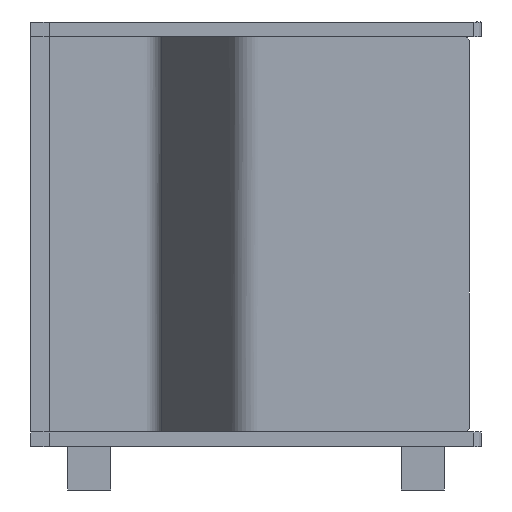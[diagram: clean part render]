
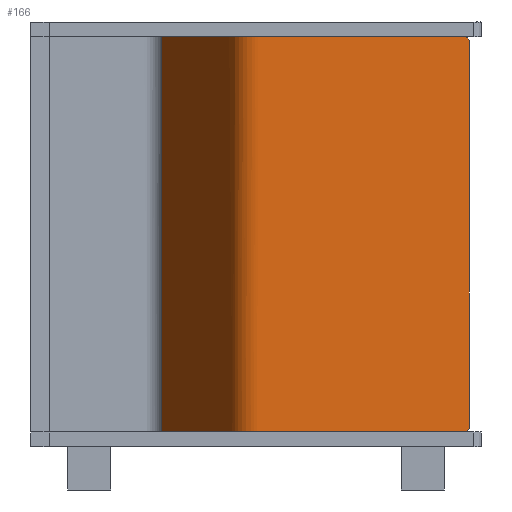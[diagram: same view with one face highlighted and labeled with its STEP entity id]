
A CAD part, left-side view. The second image highlights one B-rep face of the part: STEP entity #166.
In plain terms, the highlighted free-form (B-spline) face has degree [1, 2] with [2, 7] control points.
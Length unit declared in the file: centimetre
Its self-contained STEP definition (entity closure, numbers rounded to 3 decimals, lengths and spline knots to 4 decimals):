
#23=(
BOUNDED_SURFACE()
B_SPLINE_SURFACE(1,2,((#2425,#2426,#2427,#2428,#2429,#2430,#2431),(#2432,
#2433,#2434,#2435,#2436,#2437,#2438)),.UNSPECIFIED.,.F.,.F.,.F.)
B_SPLINE_SURFACE_WITH_KNOTS((2,2),(3,2,2,3),(0.,32.),(42.4863,59.4863,
61.0571,72.6041),.UNSPECIFIED.)
GEOMETRIC_REPRESENTATION_ITEM()
RATIONAL_B_SPLINE_SURFACE(((1.,1.,1.,0.866,1.,1.,1.),(1.,1.,
1.,0.866,1.,1.,1.)))
REPRESENTATION_ITEM($)
SURFACE()
);
#66=(
BOUNDED_CURVE()
B_SPLINE_CURVE(2,(#2326,#2327,#2328,#2329,#2330,#2331,#2332),.UNSPECIFIED.,
.F.,.F.)
B_SPLINE_CURVE_WITH_KNOTS((3,2,2,3),(-72.6041,-61.0571,
-59.4863,-42.7863),.UNSPECIFIED.)
CURVE()
GEOMETRIC_REPRESENTATION_ITEM()
RATIONAL_B_SPLINE_CURVE((1.,1.,1.,0.866,1.,1.,1.))
REPRESENTATION_ITEM($)
);
#69=(
BOUNDED_CURVE()
B_SPLINE_CURVE(2,(#2357,#2358,#2359,#2360,#2361,#2362,#2363),.UNSPECIFIED.,
.F.,.F.)
B_SPLINE_CURVE_WITH_KNOTS((3,2,2,3),(42.7863,59.4863,61.0571,
72.6041),.UNSPECIFIED.)
CURVE()
GEOMETRIC_REPRESENTATION_ITEM()
RATIONAL_B_SPLINE_CURVE((1.,1.,1.,0.866,1.,1.,1.))
REPRESENTATION_ITEM($)
);
#70=(
BOUNDED_CURVE()
B_SPLINE_CURVE(2,(#2364,#2365,#2366),.UNSPECIFIED.,.F.,.F.)
B_SPLINE_CURVE_WITH_KNOTS((3,3),(-1.,0.),.UNSPECIFIED.)
CURVE()
GEOMETRIC_REPRESENTATION_ITEM()
RATIONAL_B_SPLINE_CURVE((1.,0.707,1.))
REPRESENTATION_ITEM($)
);
#73=(
BOUNDED_CURVE()
B_SPLINE_CURVE(2,(#2373,#2374,#2375),.UNSPECIFIED.,.F.,.F.)
B_SPLINE_CURVE_WITH_KNOTS((3,3),(0.,1.),.UNSPECIFIED.)
CURVE()
GEOMETRIC_REPRESENTATION_ITEM()
RATIONAL_B_SPLINE_CURVE((1.,0.707,1.))
REPRESENTATION_ITEM($)
);
#166=ADVANCED_FACE($,(#275),#23,.T.);
#275=FACE_OUTER_BOUND($,#384,.T.);
#384=EDGE_LOOP($,(#624,#625,#626,#627,#628,#629));
#624=ORIENTED_EDGE($,*,*,#1010,.F.);
#625=ORIENTED_EDGE($,*,*,#999,.F.);
#626=ORIENTED_EDGE($,*,*,#998,.F.);
#627=ORIENTED_EDGE($,*,*,#1006,.F.);
#628=ORIENTED_EDGE($,*,*,#1007,.F.);
#629=ORIENTED_EDGE($,*,*,#1005,.T.);
#998=EDGE_CURVE($,#1203,#1204,#1437,.T.);
#999=EDGE_CURVE($,#1204,#1207,#66,.T.);
#1005=EDGE_CURVE($,#1211,#1210,#1441,.T.);
#1006=EDGE_CURVE($,#1212,#1203,#69,.T.);
#1007=EDGE_CURVE($,#1211,#1212,#70,.T.);
#1010=EDGE_CURVE($,#1207,#1210,#73,.T.);
#1203=VERTEX_POINT($,#2470);
#1204=VERTEX_POINT($,#2471);
#1207=VERTEX_POINT($,#2474);
#1210=VERTEX_POINT($,#2477);
#1211=VERTEX_POINT($,#2478);
#1212=VERTEX_POINT($,#2479);
#1437=B_SPLINE_CURVE_WITH_KNOTS($,1,(#2324,#2325),.UNSPECIFIED.,.F.,.F.,
(2,2),(0.,32.),.UNSPECIFIED.);
#1441=B_SPLINE_CURVE_WITH_KNOTS($,1,(#2355,#2356),.UNSPECIFIED.,.F.,.F.,
(2,2),(0.3,31.7),.UNSPECIFIED.);
#2324=CARTESIAN_POINT($,(21.25,25.9386,4.7));
#2325=CARTESIAN_POINT($,(21.25,25.9386,36.7));
#2326=CARTESIAN_POINT($,(21.25,25.9386,36.7));
#2327=CARTESIAN_POINT($,(16.25,23.0518,36.7));
#2328=CARTESIAN_POINT($,(11.25,20.1651,36.7));
#2329=CARTESIAN_POINT($,(10.,19.4434,36.7));
#2330=CARTESIAN_POINT($,(10.,18.,36.7));
#2331=CARTESIAN_POINT($,(10.,9.65,36.7));
#2332=CARTESIAN_POINT($,(10.,1.3,36.7));
#2355=CARTESIAN_POINT($,(10.,1.,5.));
#2356=CARTESIAN_POINT($,(10.,1.,36.4));
#2357=CARTESIAN_POINT($,(10.,1.3,4.7));
#2358=CARTESIAN_POINT($,(10.,9.65,4.7));
#2359=CARTESIAN_POINT($,(10.,18.,4.7));
#2360=CARTESIAN_POINT($,(10.,19.4434,4.7));
#2361=CARTESIAN_POINT($,(11.25,20.1651,4.7));
#2362=CARTESIAN_POINT($,(16.25,23.0518,4.7));
#2363=CARTESIAN_POINT($,(21.25,25.9386,4.7));
#2364=CARTESIAN_POINT($,(10.,1.,5.));
#2365=CARTESIAN_POINT($,(10.,1.,4.7));
#2366=CARTESIAN_POINT($,(10.,1.3,4.7));
#2373=CARTESIAN_POINT($,(10.,1.3,36.7));
#2374=CARTESIAN_POINT($,(10.,1.,36.7));
#2375=CARTESIAN_POINT($,(10.,1.,36.4));
#2425=CARTESIAN_POINT($,(10.,1.,4.7));
#2426=CARTESIAN_POINT($,(10.,9.5,4.7));
#2427=CARTESIAN_POINT($,(10.,18.,4.7));
#2428=CARTESIAN_POINT($,(10.,19.4434,4.7));
#2429=CARTESIAN_POINT($,(11.25,20.1651,4.7));
#2430=CARTESIAN_POINT($,(16.25,23.0518,4.7));
#2431=CARTESIAN_POINT($,(21.25,25.9386,4.7));
#2432=CARTESIAN_POINT($,(10.,1.,36.7));
#2433=CARTESIAN_POINT($,(10.,9.5,36.7));
#2434=CARTESIAN_POINT($,(10.,18.,36.7));
#2435=CARTESIAN_POINT($,(10.,19.4434,36.7));
#2436=CARTESIAN_POINT($,(11.25,20.1651,36.7));
#2437=CARTESIAN_POINT($,(16.25,23.0518,36.7));
#2438=CARTESIAN_POINT($,(21.25,25.9386,36.7));
#2470=CARTESIAN_POINT($,(21.25,25.9386,4.7));
#2471=CARTESIAN_POINT($,(21.25,25.9386,36.7));
#2474=CARTESIAN_POINT($,(10.,1.3,36.7));
#2477=CARTESIAN_POINT($,(10.,1.,36.4));
#2478=CARTESIAN_POINT($,(10.,1.,5.));
#2479=CARTESIAN_POINT($,(10.,1.3,4.7));
